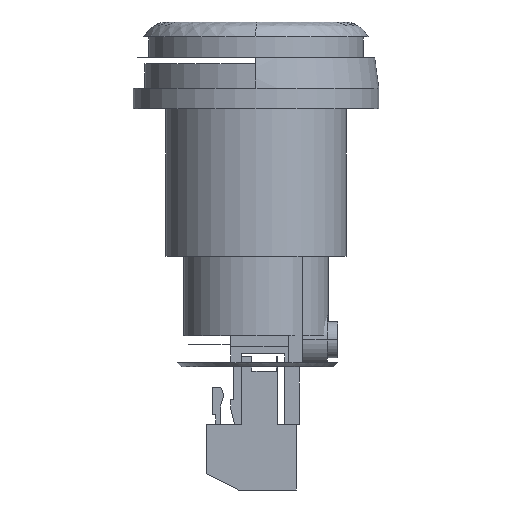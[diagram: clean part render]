
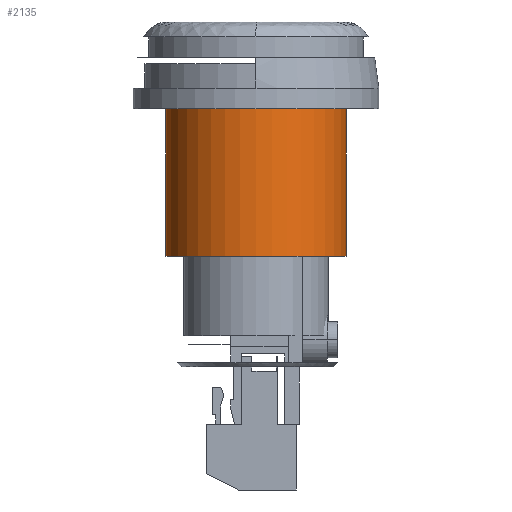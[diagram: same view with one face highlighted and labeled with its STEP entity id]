
A CAD part, front view. The second image highlights one B-rep face of the part: STEP entity #2135.
In plain terms, the highlighted cylindrical face has radius 11 mm (diameter 22 mm), a partial arc.
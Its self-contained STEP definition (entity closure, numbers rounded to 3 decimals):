
#2094=CARTESIAN_POINT('',(-197.088,137.081,-99.267));
#2095=DIRECTION('',(0.0,0.0,1.0));
#2096=DIRECTION('',(1.0,0.0,0.0));
#2097=AXIS2_PLACEMENT_3D('',#2094,#2095,#2096);
#2098=CYLINDRICAL_SURFACE('',#2097,11.0);
#2099=CARTESIAN_POINT('',(-186.088,137.081,-90.267));
#2100=VERTEX_POINT('',#2099);
#2101=CARTESIAN_POINT('',(-186.088,137.081,-108.267));
#2102=VERTEX_POINT('',#2101);
#2103=CARTESIAN_POINT('',(-186.088,137.081,-90.267));
#2104=DIRECTION('',(0.0,0.0,-1.0));
#2105=VECTOR('',#2104,18.0);
#2106=LINE('',#2103,#2105);
#2107=EDGE_CURVE('',#2100,#2102,#2106,.T.);
#2108=ORIENTED_EDGE('',*,*,#2107,.F.);
#2109=CARTESIAN_POINT('',(-208.088,137.081,-90.267));
#2110=VERTEX_POINT('',#2109);
#2111=CARTESIAN_POINT('',(-197.088,137.081,-90.267));
#2112=DIRECTION('',(0.0,0.0,1.0));
#2113=DIRECTION('',(1.0,0.0,0.0));
#2114=AXIS2_PLACEMENT_3D('',#2111,#2112,#2113);
#2115=CIRCLE('',#2114,11.0);
#2116=EDGE_CURVE('',#2110,#2100,#2115,.T.);
#2117=ORIENTED_EDGE('',*,*,#2116,.F.);
#2118=CARTESIAN_POINT('',(-208.088,137.081,-108.267));
#2119=VERTEX_POINT('',#2118);
#2120=CARTESIAN_POINT('',(-208.088,137.081,-90.267));
#2121=DIRECTION('',(0.0,0.0,-1.0));
#2122=VECTOR('',#2121,18.0);
#2123=LINE('',#2120,#2122);
#2124=EDGE_CURVE('',#2110,#2119,#2123,.T.);
#2125=ORIENTED_EDGE('',*,*,#2124,.T.);
#2126=CARTESIAN_POINT('',(-197.088,137.081,-108.267));
#2127=DIRECTION('',(0.0,0.0,-1.0));
#2128=DIRECTION('',(1.0,0.0,0.0));
#2129=AXIS2_PLACEMENT_3D('',#2126,#2127,#2128);
#2130=CIRCLE('',#2129,11.0);
#2131=EDGE_CURVE('',#2102,#2119,#2130,.T.);
#2132=ORIENTED_EDGE('',*,*,#2131,.F.);
#2133=EDGE_LOOP('',(#2108,#2117,#2125,#2132));
#2134=FACE_OUTER_BOUND('',#2133,.T.);
#2135=ADVANCED_FACE('',(#2134),#2098,.T.);
